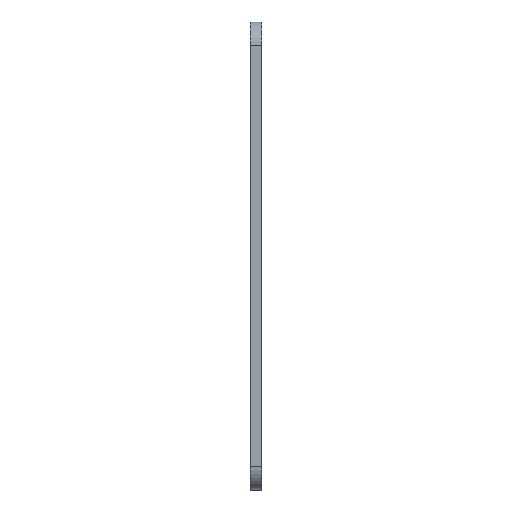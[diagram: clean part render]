
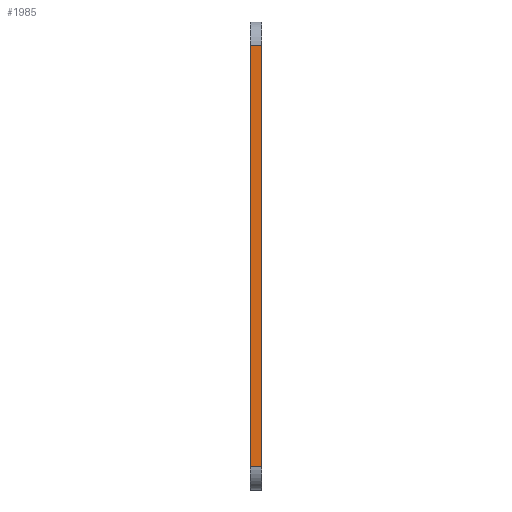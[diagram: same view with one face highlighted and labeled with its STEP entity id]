
A CAD part, front view. The second image highlights one B-rep face of the part: STEP entity #1985.
In plain terms, the highlighted planar face has unit normal (0, -1, 0.012).
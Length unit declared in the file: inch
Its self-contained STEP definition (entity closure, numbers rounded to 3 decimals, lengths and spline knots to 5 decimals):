
#21 = CARTESIAN_POINT ( 'NONE',  ( 7.5625, 3.40526, 60.92389 ) ) ;
#43 = EDGE_CURVE ( 'NONE', #2619, #666, #655, .T. ) ;
#260 = ORIENTED_EDGE ( 'NONE', *, *, #2742, .T. ) ;
#436 = CARTESIAN_POINT ( 'NONE',  ( 7.5625, 3.29425, 51.92389 ) ) ;
#451 = EDGE_CURVE ( 'NONE', #2619, #1600, #1502, .T. ) ;
#539 = EDGE_LOOP ( 'NONE', ( #260, #1055, #2453, #903 ) ) ;
#607 = CARTESIAN_POINT ( 'NONE',  ( 7.5625, 2.6534, -0.03273 ) ) ;
#655 = LINE ( 'NONE', #607, #1805 ) ;
#666 = VERTEX_POINT ( 'NONE', #2060 ) ;
#727 = CARTESIAN_POINT ( 'NONE',  ( 7.5625, 2.6534, -0.03273 ) ) ;
#736 = EDGE_CURVE ( 'NONE', #666, #2761, #3170, .T. ) ;
#846 = CARTESIAN_POINT ( 'NONE',  ( 7.3125, 2.6534, -0.03273 ) ) ;
#860 = LINE ( 'NONE', #846, #1587 ) ;
#903 = ORIENTED_EDGE ( 'NONE', *, *, #451, .T. ) ;
#925 = DIRECTION ( 'NONE',  ( -1., 0., 0. ) ) ;
#1055 = ORIENTED_EDGE ( 'NONE', *, *, #736, .F. ) ;
#1233 = FACE_OUTER_BOUND ( 'NONE', #539, .T. ) ;
#1347 = DIRECTION ( 'NONE',  ( 0., -0.012, -1. ) ) ;
#1466 = AXIS2_PLACEMENT_3D ( 'NONE', #727, #1762, #2773 ) ;
#1502 = LINE ( 'NONE', #2775, #1704 ) ;
#1587 = VECTOR ( 'NONE', #2909, 39.37008 ) ;
#1600 = VERTEX_POINT ( 'NONE', #1612 ) ;
#1612 = CARTESIAN_POINT ( 'NONE',  ( 7.3125, 3.40526, 60.92389 ) ) ;
#1704 = VECTOR ( 'NONE', #2032, 39.37008 ) ;
#1762 = DIRECTION ( 'NONE',  ( 0., 1., -0.012 ) ) ;
#1805 = VECTOR ( 'NONE', #1347, 39.37008 ) ;
#1985 = ADVANCED_FACE ( 'NONE', ( #1233 ), #3025, .F. ) ;
#2032 = DIRECTION ( 'NONE',  ( -1., 0., 0. ) ) ;
#2060 = CARTESIAN_POINT ( 'NONE',  ( 7.5625, 3.29425, 51.92389 ) ) ;
#2283 = VECTOR ( 'NONE', #925, 39.37008 ) ;
#2453 = ORIENTED_EDGE ( 'NONE', *, *, #43, .F. ) ;
#2619 = VERTEX_POINT ( 'NONE', #21 ) ;
#2742 = EDGE_CURVE ( 'NONE', #1600, #2761, #860, .T. ) ;
#2761 = VERTEX_POINT ( 'NONE', #2930 ) ;
#2773 = DIRECTION ( 'NONE',  ( 0., 0.012, 1. ) ) ;
#2775 = CARTESIAN_POINT ( 'NONE',  ( 7.5625, 3.40526, 60.92389 ) ) ;
#2909 = DIRECTION ( 'NONE',  ( 0., -0.012, -1. ) ) ;
#2930 = CARTESIAN_POINT ( 'NONE',  ( 7.3125, 3.29425, 51.92389 ) ) ;
#3025 = PLANE ( 'NONE',  #1466 ) ;
#3170 = LINE ( 'NONE', #436, #2283 ) ;
